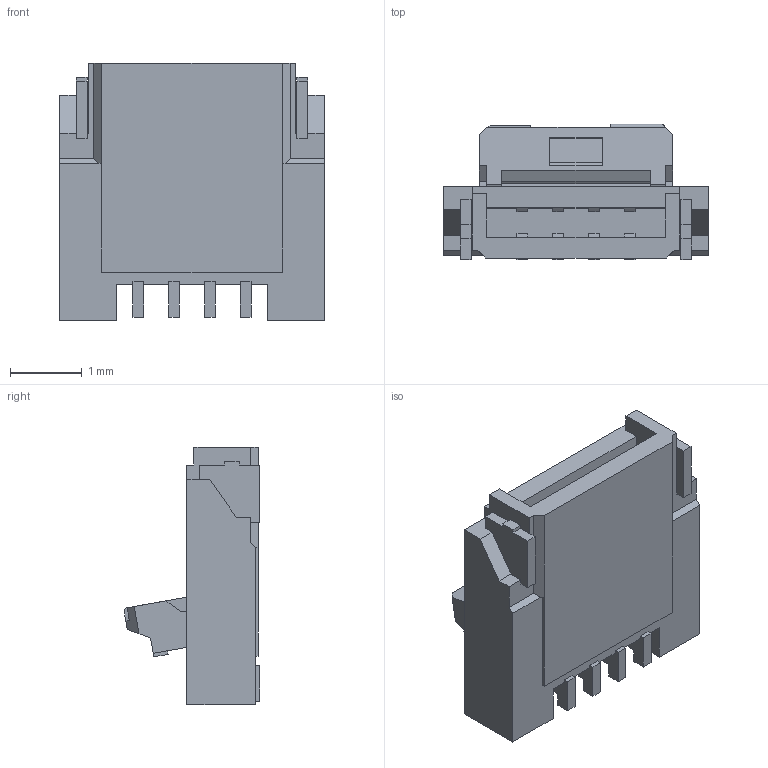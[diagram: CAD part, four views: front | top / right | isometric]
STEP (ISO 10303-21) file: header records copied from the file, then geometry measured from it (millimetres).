
FILE_DESCRIPTION (( 'STEP AP214' ), '1' );
FILE_NAME ('5034800400_color.STEP', '2020-04-25T13:08:48', ( '' ), ( '' ), 'SwSTEP 2.0', 'SolidWorks 2020', '' );
FILE_SCHEMA (( 'AUTOMOTIVE_DESIGN' ));
Length unit declared in the file: millimetre
Products named in the file (1): 5034800400_color
Bounding box: 3.7 x 1.9 x 3.6 mm (x, y, z)
Volume: 8.9 mm3; surface area: 69.6 mm2
Topology: 1 solids, 1 shells, 279 faces, 787 edges, 523 vertices
Faces by surface type: plane 253, cylinder 26
Entity records: 12006 total; most frequent: CARTESIAN_POINT 1599, ORIENTED_EDGE 1574, DIRECTION 1401, EDGE_CURVE 787, VECTOR 731, LINE 731, VERTEX_POINT 523, AXIS2_PLACEMENT_3D 335
